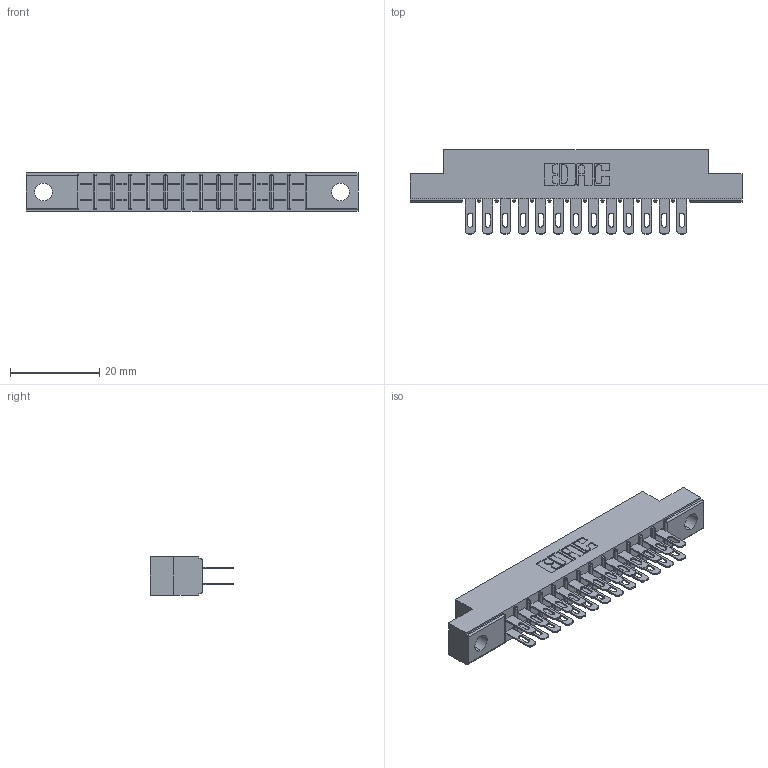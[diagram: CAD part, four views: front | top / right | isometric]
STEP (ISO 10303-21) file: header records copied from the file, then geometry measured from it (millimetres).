
FILE_DESCRIPTION (( 'STEP AP203' ), '1' );
FILE_NAME ('305-026-500-204.STEP', '2019-09-09T15:02:26', ( '' ), ( '' ), 'SwSTEP 2.0', 'SolidWorks 2016', '' );
FILE_SCHEMA (( 'CONFIG_CONTROL_DESIGN' ));
Length unit declared in the file: inch
Products named in the file (3): 305-290-001_500; 305-026-500-204; 305 Part_.156 Dia
Assembly tree (27 placements, depth 2):
  305-026-500-204
    305 Part_.156 Dia
    305-290-001_500  x26
Bounding box: 74.52 x 18.85 x 8.71 mm (x, y, z)
Volume: 4657.9 mm3; surface area: 8637.5 mm2
Topology: 27 solids, 27 shells, 1430 faces, 4083 edges, 2650 vertices
Faces by surface type: plane 810, cylinder 568, sphere 52
Entity records: 18046 total; most frequent: CARTESIAN_POINT 2991, ORIENTED_EDGE 2962, DIRECTION 2911, EDGE_CURVE 1481, LINE 1171, VECTOR 1171, VERTEX_POINT 950, AXIS2_PLACEMENT_3D 870
